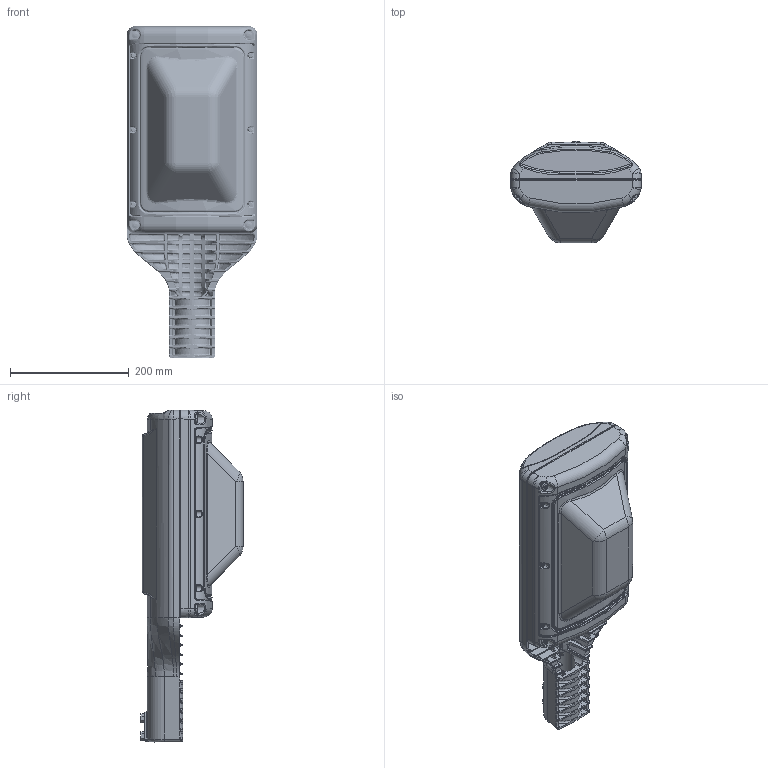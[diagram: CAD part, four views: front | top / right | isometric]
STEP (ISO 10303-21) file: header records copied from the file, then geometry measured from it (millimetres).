
FILE_DESCRIPTION((''),'2;1');
FILE_NAME('BZXDXXXXXNNXXX_ASM','2022-01-31T13:53:22',('cwang'),(''),'CREO PARAMETRIC BY PTC INC, 2021304','CREO PARAMETRIC BY PTC INC, 2021304','');
FILE_SCHEMA(('CONFIG_CONTROL_DESIGN'));
Products named in the file (5): BHD_LH_POLE_44MM_SLD_; 0000625837; 6000BHD000400; 6000BHD000300; BZXDXXXXXNNXXX_ASM
Assembly tree (12 placements, depth 2):
  BZXDXXXXXNNXXX_ASM
    BHD_LH_POLE_44MM_SLD_
    0000625837
    6000BHD000400  x4
    6000BHD000300  x6
Bounding box: 219.94 x 171.8 x 558.97 mm (x, y, z)
Volume: 8795956.5 mm3; surface area: 615518.6 mm2
Topology: 12 solids, 13 shells, 3577 faces, 9630 edges, 6092 vertices
Faces by surface type: cylinder 1564, bspline 1035, plane 502, torus 232, cone 230, sphere 14
Entity records: 146059 total; most frequent: CARTESIAN_POINT 93502, ORIENTED_EDGE 13130, DIRECTION 7677, EDGE_CURVE 6565, VERTEX_POINT 4055, B_SPLINE_CURVE_WITH_KNOTS 3460, AXIS2_PLACEMENT_3D 2925, EDGE_LOOP 2562
